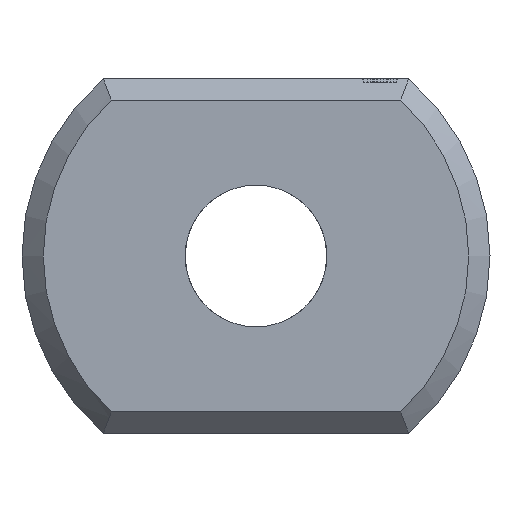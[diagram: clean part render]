
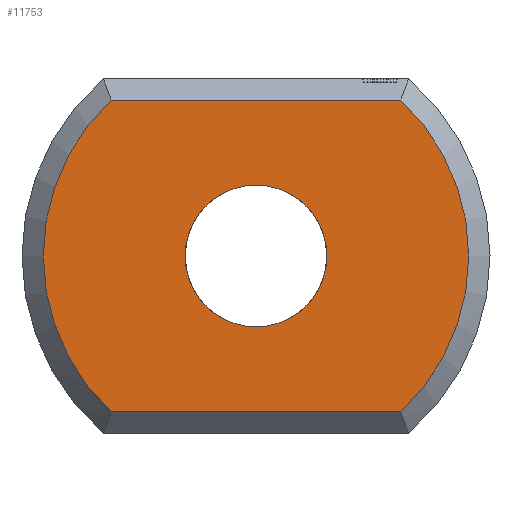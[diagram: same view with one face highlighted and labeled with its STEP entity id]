
A CAD part, left-side view. The second image highlights one B-rep face of the part: STEP entity #11753.
In plain terms, the highlighted planar face has unit normal (-1, 0, 0).
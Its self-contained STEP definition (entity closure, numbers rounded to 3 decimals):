
#24 = VERTEX_POINT('',#25);
#25 = CARTESIAN_POINT('',(0.,-2.04,2.2));
#33 = PLANE('',#34);
#34 = AXIS2_PLACEMENT_3D('',#35,#36,#37);
#35 = CARTESIAN_POINT('',(0.15,-2.154,2.35));
#36 = DIRECTION('',(0.707,0.,-0.707)
  );
#37 = DIRECTION('',(0.,-1.,0.));
#45 = CONICAL_SURFACE('',#46,3.3,0.785);
#46 = AXIS2_PLACEMENT_3D('',#47,#48,#49);
#47 = CARTESIAN_POINT('',(0.3,0.,0.));
#48 = DIRECTION('',(1.,0.,0.));
#49 = DIRECTION('',(0.,-0.653,0.758));
#89 = VERTEX_POINT('',#90);
#90 = CARTESIAN_POINT('',(0.,2.04,2.2));
#105 = CONICAL_SURFACE('',#106,3.3,0.785);
#106 = AXIS2_PLACEMENT_3D('',#107,#108,#109);
#107 = CARTESIAN_POINT('',(0.3,0.,0.));
#108 = DIRECTION('',(1.,0.,0.));
#109 = DIRECTION('',(0.,0.653,-0.758));
#120 = EDGE_CURVE('',#24,#89,#121,.T.);
#121 = SURFACE_CURVE('',#122,(#126,#133),.PCURVE_S1.);
#122 = LINE('',#123,#124);
#123 = CARTESIAN_POINT('',(0.,-2.154,2.2));
#124 = VECTOR('',#125,1.);
#125 = DIRECTION('',(0.,1.,0.));
#126 = PCURVE('',#33,#127);
#127 = DEFINITIONAL_REPRESENTATION('',(#128),#132);
#128 = LINE('',#129,#130);
#129 = CARTESIAN_POINT('',(0.,0.212));
#130 = VECTOR('',#131,1.);
#131 = DIRECTION('',(-1.,0.));
#132 = ( GEOMETRIC_REPRESENTATION_CONTEXT(2) 
PARAMETRIC_REPRESENTATION_CONTEXT() REPRESENTATION_CONTEXT('2D SPACE',''
  ) );
#133 = PCURVE('',#134,#139);
#134 = PLANE('',#135);
#135 = AXIS2_PLACEMENT_3D('',#136,#137,#138);
#136 = CARTESIAN_POINT('',(0.,0.,
    0.));
#137 = DIRECTION('',(1.,0.,0.));
#138 = DIRECTION('',(0.,0.,1.));
#139 = DEFINITIONAL_REPRESENTATION('',(#140),#144);
#140 = LINE('',#141,#142);
#141 = CARTESIAN_POINT('',(2.2,2.154));
#142 = VECTOR('',#143,1.);
#143 = DIRECTION('',(0.,-1.));
#144 = ( GEOMETRIC_REPRESENTATION_CONTEXT(2) 
PARAMETRIC_REPRESENTATION_CONTEXT() REPRESENTATION_CONTEXT('2D SPACE',''
  ) );
#180 = VERTEX_POINT('',#181);
#181 = CARTESIAN_POINT('',(0.,-2.04,-2.2));
#199 = PLANE('',#200);
#200 = AXIS2_PLACEMENT_3D('',#201,#202,#203);
#201 = CARTESIAN_POINT('',(0.15,-2.154,-2.35));
#202 = DIRECTION('',(-0.707,0.,-0.707));
#203 = DIRECTION('',(0.,-1.,0.));
#211 = EDGE_CURVE('',#24,#180,#212,.T.);
#212 = SURFACE_CURVE('',#213,(#218,#225),.PCURVE_S1.);
#213 = CIRCLE('',#214,3.);
#214 = AXIS2_PLACEMENT_3D('',#215,#216,#217);
#215 = CARTESIAN_POINT('',(0.,0.,
    0.));
#216 = DIRECTION('',(1.,0.,0.));
#217 = DIRECTION('',(0.,-0.653,0.758));
#218 = PCURVE('',#45,#219);
#219 = DEFINITIONAL_REPRESENTATION('',(#220),#224);
#220 = LINE('',#221,#222);
#221 = CARTESIAN_POINT('',(0.,-0.3));
#222 = VECTOR('',#223,1.);
#223 = DIRECTION('',(1.,-0.));
#224 = ( GEOMETRIC_REPRESENTATION_CONTEXT(2) 
PARAMETRIC_REPRESENTATION_CONTEXT() REPRESENTATION_CONTEXT('2D SPACE',''
  ) );
#225 = PCURVE('',#134,#226);
#226 = DEFINITIONAL_REPRESENTATION('',(#227),#231);
#227 = CIRCLE('',#228,3.);
#228 = AXIS2_PLACEMENT_2D('',#229,#230);
#229 = CARTESIAN_POINT('',(0.,0.));
#230 = DIRECTION('',(0.758,0.653));
#231 = ( GEOMETRIC_REPRESENTATION_CONTEXT(2) 
PARAMETRIC_REPRESENTATION_CONTEXT() REPRESENTATION_CONTEXT('2D SPACE',''
  ) );
#11753 = ADVANCED_FACE('',(#11754,#11803),#134,.F.);
#11754 = FACE_BOUND('',#11755,.F.);
#11755 = EDGE_LOOP('',(#11756,#11780,#11781,#11782));
#11756 = ORIENTED_EDGE('',*,*,#11757,.T.);
#11757 = EDGE_CURVE('',#11758,#89,#11760,.T.);
#11758 = VERTEX_POINT('',#11759);
#11759 = CARTESIAN_POINT('',(0.,2.04,-2.2));
#11760 = SURFACE_CURVE('',#11761,(#11766,#11773),.PCURVE_S1.);
#11761 = CIRCLE('',#11762,3.);
#11762 = AXIS2_PLACEMENT_3D('',#11763,#11764,#11765);
#11763 = CARTESIAN_POINT('',(0.,0.,
    0.));
#11764 = DIRECTION('',(1.,0.,0.));
#11765 = DIRECTION('',(0.,0.653,-0.758)
  );
#11766 = PCURVE('',#134,#11767);
#11767 = DEFINITIONAL_REPRESENTATION('',(#11768),#11772);
#11768 = CIRCLE('',#11769,3.);
#11769 = AXIS2_PLACEMENT_2D('',#11770,#11771);
#11770 = CARTESIAN_POINT('',(0.,0.));
#11771 = DIRECTION('',(-0.758,-0.653));
#11772 = ( GEOMETRIC_REPRESENTATION_CONTEXT(2) 
PARAMETRIC_REPRESENTATION_CONTEXT() REPRESENTATION_CONTEXT('2D SPACE',''
  ) );
#11773 = PCURVE('',#105,#11774);
#11774 = DEFINITIONAL_REPRESENTATION('',(#11775),#11779);
#11775 = LINE('',#11776,#11777);
#11776 = CARTESIAN_POINT('',(0.,-0.3));
#11777 = VECTOR('',#11778,1.);
#11778 = DIRECTION('',(1.,-0.));
#11779 = ( GEOMETRIC_REPRESENTATION_CONTEXT(2) 
PARAMETRIC_REPRESENTATION_CONTEXT() REPRESENTATION_CONTEXT('2D SPACE',''
  ) );
#11780 = ORIENTED_EDGE('',*,*,#120,.F.);
#11781 = ORIENTED_EDGE('',*,*,#211,.T.);
#11782 = ORIENTED_EDGE('',*,*,#11783,.T.);
#11783 = EDGE_CURVE('',#180,#11758,#11784,.T.);
#11784 = SURFACE_CURVE('',#11785,(#11789,#11796),.PCURVE_S1.);
#11785 = LINE('',#11786,#11787);
#11786 = CARTESIAN_POINT('',(0.,-2.154,-2.2));
#11787 = VECTOR('',#11788,1.);
#11788 = DIRECTION('',(0.,1.,0.));
#11789 = PCURVE('',#134,#11790);
#11790 = DEFINITIONAL_REPRESENTATION('',(#11791),#11795);
#11791 = LINE('',#11792,#11793);
#11792 = CARTESIAN_POINT('',(-2.2,2.154));
#11793 = VECTOR('',#11794,1.);
#11794 = DIRECTION('',(0.,-1.));
#11795 = ( GEOMETRIC_REPRESENTATION_CONTEXT(2) 
PARAMETRIC_REPRESENTATION_CONTEXT() REPRESENTATION_CONTEXT('2D SPACE',''
  ) );
#11796 = PCURVE('',#199,#11797);
#11797 = DEFINITIONAL_REPRESENTATION('',(#11798),#11802);
#11798 = LINE('',#11799,#11800);
#11799 = CARTESIAN_POINT('',(0.,0.212));
#11800 = VECTOR('',#11801,1.);
#11801 = DIRECTION('',(-1.,0.));
#11802 = ( GEOMETRIC_REPRESENTATION_CONTEXT(2) 
PARAMETRIC_REPRESENTATION_CONTEXT() REPRESENTATION_CONTEXT('2D SPACE',''
  ) );
#11803 = FACE_BOUND('',#11804,.T.);
#11804 = EDGE_LOOP('',(#11805));
#11805 = ORIENTED_EDGE('',*,*,#11806,.T.);
#11806 = EDGE_CURVE('',#11807,#11807,#11809,.T.);
#11807 = VERTEX_POINT('',#11808);
#11808 = CARTESIAN_POINT('',(0.,1.,0.));
#11809 = SURFACE_CURVE('',#11810,(#11815,#11822),.PCURVE_S1.);
#11810 = CIRCLE('',#11811,1.);
#11811 = AXIS2_PLACEMENT_3D('',#11812,#11813,#11814);
#11812 = CARTESIAN_POINT('',(0.,0.,0.));
#11813 = DIRECTION('',(1.,0.,0.));
#11814 = DIRECTION('',(0.,1.,0.));
#11815 = PCURVE('',#134,#11816);
#11816 = DEFINITIONAL_REPRESENTATION('',(#11817),#11821);
#11817 = CIRCLE('',#11818,1.);
#11818 = AXIS2_PLACEMENT_2D('',#11819,#11820);
#11819 = CARTESIAN_POINT('',(0.,0.));
#11820 = DIRECTION('',(0.,-1.));
#11821 = ( GEOMETRIC_REPRESENTATION_CONTEXT(2) 
PARAMETRIC_REPRESENTATION_CONTEXT() REPRESENTATION_CONTEXT('2D SPACE',''
  ) );
#11822 = PCURVE('',#11823,#11828);
#11823 = CYLINDRICAL_SURFACE('',#11824,1.);
#11824 = AXIS2_PLACEMENT_3D('',#11825,#11826,#11827);
#11825 = CARTESIAN_POINT('',(0.,0.,0.));
#11826 = DIRECTION('',(-1.,0.,0.));
#11827 = DIRECTION('',(0.,1.,0.));
#11828 = DEFINITIONAL_REPRESENTATION('',(#11829),#11833);
#11829 = LINE('',#11830,#11831);
#11830 = CARTESIAN_POINT('',(-0.,0.));
#11831 = VECTOR('',#11832,1.);
#11832 = DIRECTION('',(-1.,0.));
#11833 = ( GEOMETRIC_REPRESENTATION_CONTEXT(2) 
PARAMETRIC_REPRESENTATION_CONTEXT() REPRESENTATION_CONTEXT('2D SPACE',''
  ) );
